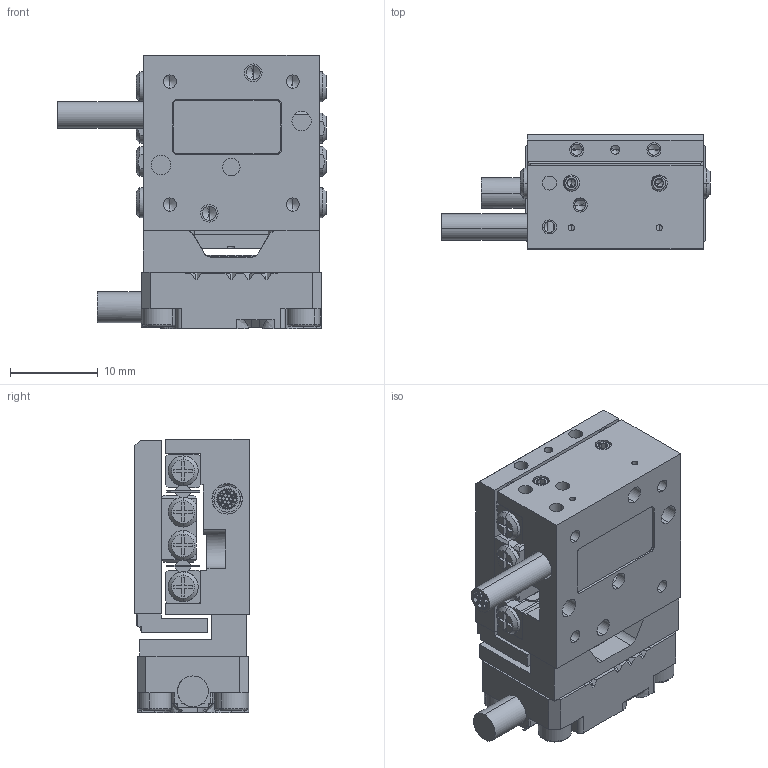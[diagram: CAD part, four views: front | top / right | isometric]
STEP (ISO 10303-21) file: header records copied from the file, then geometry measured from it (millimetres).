
FILE_DESCRIPTION (( 'STEP AP214' ), '1' );
FILE_NAME ('PPS-20-112X0.STEP', '2023-08-07T18:28:51', ( '' ), ( '' ), 'SwSTEP 2.0', 'SolidWorks 2023', '' );
FILE_SCHEMA (( 'AUTOMOTIVE_DESIGN' ));
Length unit declared in the file: millimetre
Products named in the file (18): PPS-20, Scale Bracket, Renishaw Atom, RCLC, RKLF, Master Part_20mm; Set Screw, Cup-H, E-ASME_E1-72 x 1''16; PPS-20, Carriage, Master Part_20mm; 110212 Encoder Head, Renishaw Atom, Atmospheric_Demo; SCREW, SHCS-S, M-DIN_M1.6 x 0.35 x 06mm; PPS-20-112X0; PPS-20, Back Cover, Master Part; NB Slide Way SVW 1000 Rail_SVW 1020; NB Slide Way SVW 1000 Center Way_SVW 1020; NB Slide Way SVW 1000 Cage_SVW 1020-6Z Custom; SCREW, MS-PPH, M-JCIS_M1.6 x 0.35 x 4mm; PPS-20, Base, Master Part_L20, No Ears ; SCREW, SHCS-S, M-DIN_M2 x 0.4 x 06mm; 431420 PPS-20, Encoder Bracket, Renishaw Atom, RKLF, Tape Scale; SCREW, SHCS-S, M-DIN_M1.6 x 0.35 x 05mm; SCREW, MS-PFH, M-DIN_M2 x 0.4 x 05mm; Cooner Black Cable_L20; 130160 Bearing, NB, Slide Way, SVW 1000_SVW 1020-6Z Custom (Rigid at Center)
Assembly tree (28 placements, depth 3):
  PPS-20-112X0
    PPS-20, Base, Master Part_L20, No Ears 
    PPS-20, Back Cover, Master Part
    Cooner Black Cable_L20
    PPS-20, Carriage, Master Part_20mm
    SCREW, MS-PFH, M-DIN_M2 x 0.4 x 05mm  x2
    130160 Bearing, NB, Slide Way, SVW 1000_SVW 1020-6Z Custom (Rigid at Center)
      NB Slide Way SVW 1000 Rail_SVW 1020  x2
      NB Slide Way SVW 1000 Center Way_SVW 1020
      NB Slide Way SVW 1000 Cage_SVW 1020-6Z Custom  x2
    Set Screw, Cup-H, E-ASME_E1-72 x 1''16  x2
    SCREW, MS-PPH, M-JCIS_M1.6 x 0.35 x 4mm  x6
    110212 Encoder Head, Renishaw Atom, Atmospheric_Demo
    431420 PPS-20, Encoder Bracket, Renishaw Atom, RKLF, Tape Scale
    PPS-20, Scale Bracket, Renishaw Atom, RCLC, RKLF, Master Part_20mm
    SCREW, SHCS-S, M-DIN_M2 x 0.4 x 06mm  x3
    SCREW, SHCS-S, M-DIN_M1.6 x 0.35 x 05mm
    SCREW, SHCS-S, M-DIN_M1.6 x 0.35 x 06mm
Bounding box: 30.55 x 13 x 31.15 mm (x, y, z)
Volume: 6261 mm3; surface area: 9595 mm2
Topology: 40 solids, 40 shells, 1462 faces, 3718 edges, 2338 vertices
Faces by surface type: plane 703, cylinder 440, cone 181, torus 76, bspline 62
Entity records: 79521 total; most frequent: CARTESIAN_POINT 53008, ORIENTED_EDGE 5492, DIRECTION 5184, EDGE_CURVE 2746, AXIS2_PLACEMENT_3D 1792, VERTEX_POINT 1766, LINE 1600, VECTOR 1600
